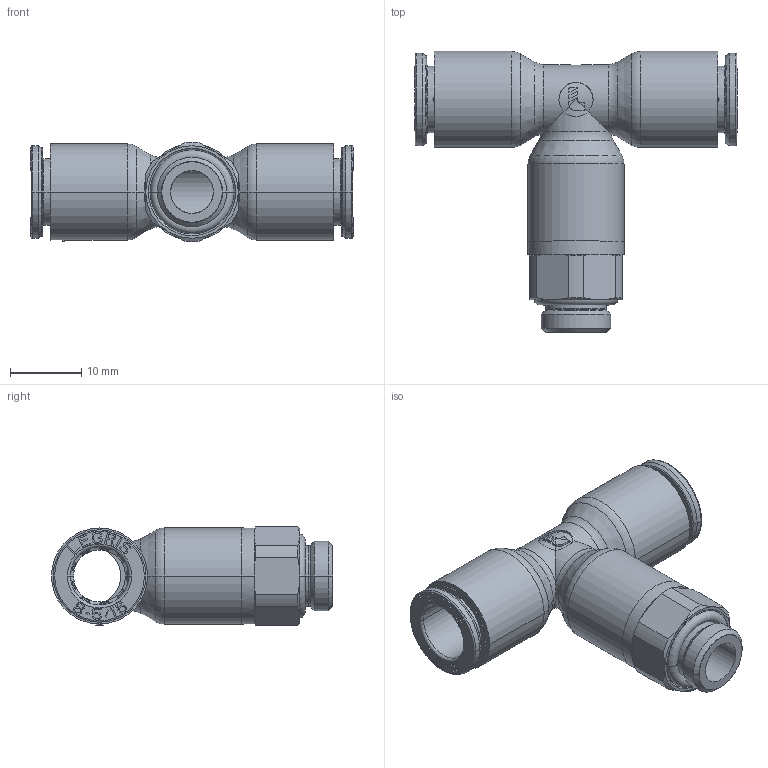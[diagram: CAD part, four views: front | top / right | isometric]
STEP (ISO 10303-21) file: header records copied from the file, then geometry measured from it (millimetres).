
FILE_DESCRIPTION(('STEP AP214'),'1');
FILE_NAME('6898_08_10.stp','2016-07-07T14:51:29',('TraceParts'),('TraceParts S.A.'),'Spatial InterOp 3D',' ',' ');
FILE_SCHEMA(('automotive_design'));
Length unit declared in the file: millimetre
Products named in the file (16): V898-08-10_ASM|Next assembly relationship#44108-19_ASM|Next assembly relationship#44108-30;44108-30; V898-08-10_ASM|Next assembly relationship#44108-19_ASM|Next assembly relationship#44108-32;44108-32; V898-08-10_ASM|Next assembly relationship#44108-19_ASM|Next assembly relationship#44108;44108; V898-08-10_ASM|Next assembly relationship#44108-19_ASM|Next assembly relationship#44108-40;44108-40; V898-08-10_ASM|Next assembly relationship#44518-04;44518-04; V898-08-10_ASM|Next assembly relationship#44230-13;44230-13; V898-08-10_ASM|Next assembly relationship#44108-11-10-ASM;44108-11-10-ASM; V898-08-10_ASM|Next assembly relationship#23954-24-ASM-8_5-1_63;23954-24-ASM-8_5-1_63
Bounding box: 45.5 x 39.5 x 13.98 mm (x, y, z)
Volume: 5415.9 mm3; surface area: 9824.1 mm2
Topology: 14 solids, 16 shells, 1511 faces, 3893 edges, 2471 vertices
Faces by surface type: plane 832, cone 194, cylinder 193, torus 178, bspline 110, sphere 4
Entity records: 50910 total; most frequent: CARTESIAN_POINT 14123, ORIENTED_EDGE 7766, DIRECTION 7346, EDGE_CURVE 3887, LINE 2562, VECTOR 2562, VERTEX_POINT 2471, AXIS2_PLACEMENT_3D 2392
